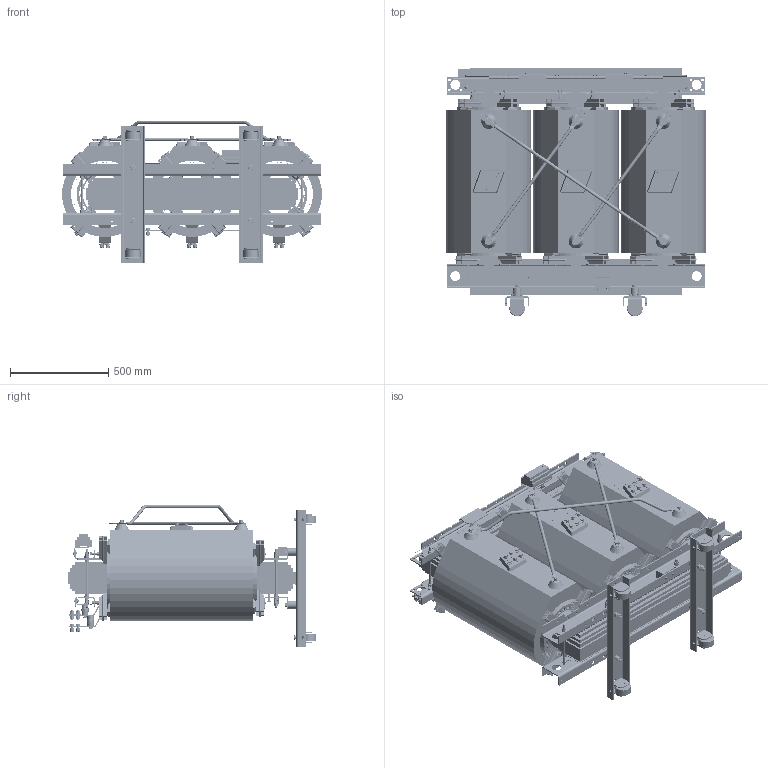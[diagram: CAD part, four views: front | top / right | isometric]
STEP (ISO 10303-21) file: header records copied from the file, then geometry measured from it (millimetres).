
FILE_DESCRIPTION (( 'STEP AP214' ), '1' );
FILE_NAME ('ﾒﾋﾑ-400 ﾄ.Y (ﾀ) Uk=4%.STEP', '2023-06-08T07:41:35', ( '' ), ( '' ), 'SwSTEP 2.0', 'SolidWorks 2010', '' );
FILE_SCHEMA (( 'AUTOMOTIVE_DESIGN' ));
Length unit declared in the file: millimetre
Products named in the file (1): ﾒﾋﾑ-400 ﾄ.Y (ﾀ) Uk=4%
Bounding box: 1324.44 x 1266.96 x 725.8 mm (x, y, z)
Surface area: 24599113.5 mm2 (no closed solid volume)
Topology: 0 solids, 1150 shells, 5708 faces, 40156 edges, 34883 vertices
Faces by surface type: plane 3625, cylinder 1660, cone 379, torus 28, bspline 16
Entity records: 450918 total; most frequent: CARTESIAN_POINT 101024, DIRECTION 54845, ORIENTED_EDGE 48281, EDGE_CURVE 40156, VERTEX_POINT 34883, LINE 31729, VECTOR 31729, AXIS2_PLACEMENT_3D 11558
